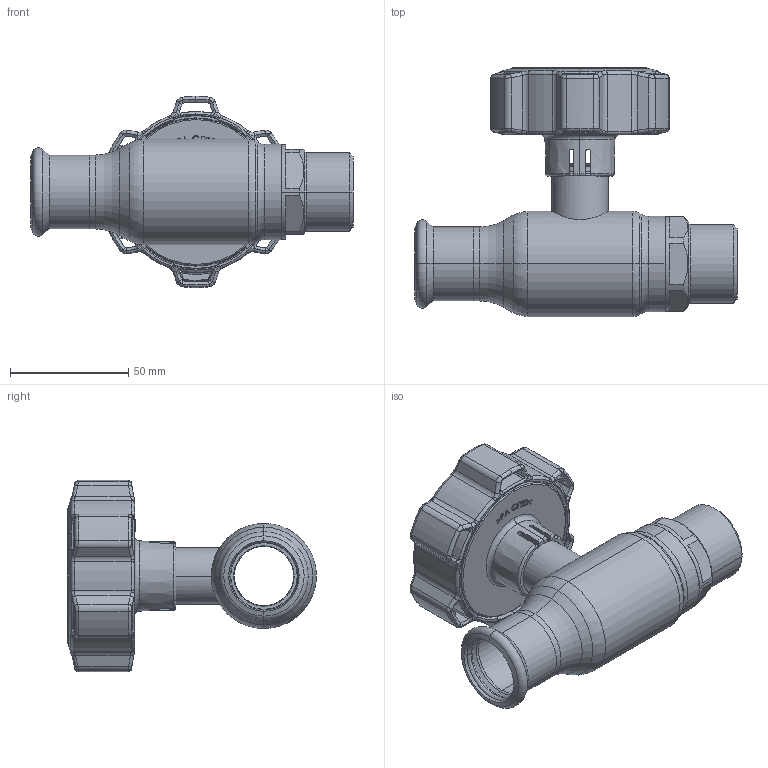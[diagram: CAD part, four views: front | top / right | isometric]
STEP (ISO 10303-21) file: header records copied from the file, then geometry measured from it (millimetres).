
FILE_DESCRIPTION (( 'STEP AP214' ), '1' );
FILE_NAME ('2025001200-0200.step', '2024-01-11T11:10:23', ( '' ), ( '' ), 'SwSTEP 2.0', 'SolidWorks 2021', '' );
FILE_SCHEMA (( 'AUTOMOTIVE_DESIGN' ));
Length unit declared in the file: millimetre
Products named in the file (1): 2025001200-0200
Bounding box: 136.3 x 105.35 x 81 mm (x, y, z)
Surface area: 51025.4 mm2 (no closed solid volume)
Topology: 0 solids, 15 shells, 588 faces, 1816 edges, 1213 vertices
Faces by surface type: bspline 186, cylinder 139, plane 121, cone 81, torus 61
Entity records: 37334 total; most frequent: CARTESIAN_POINT 16822, ORIENTED_EDGE 3133, DIRECTION 2330, EDGE_CURVE 1816, VERTEX_POINT 1213, AXIS2_PLACEMENT_3D 917, B_SPLINE_CURVE_WITH_KNOTS 764, EDGE_LOOP 621
